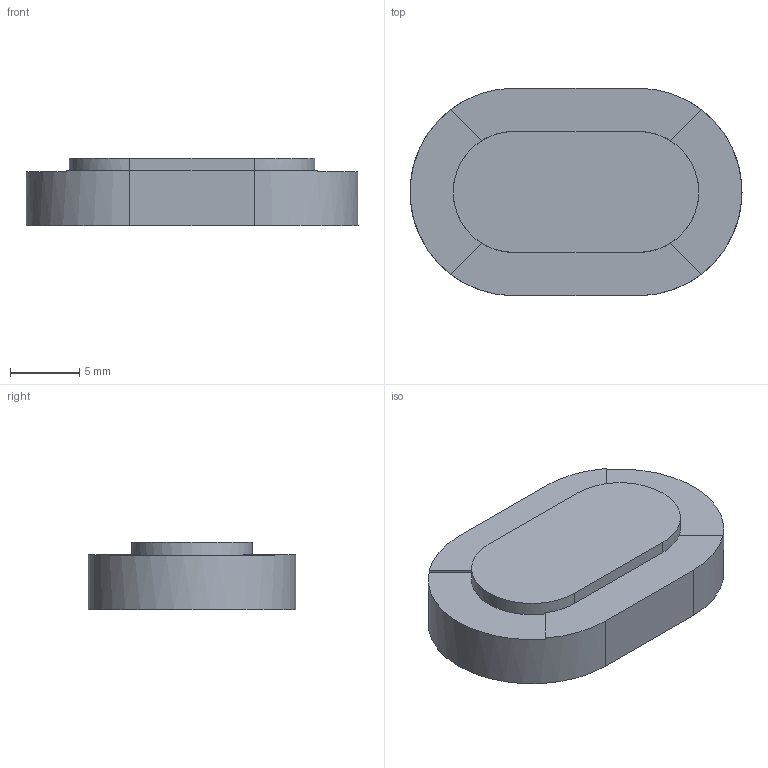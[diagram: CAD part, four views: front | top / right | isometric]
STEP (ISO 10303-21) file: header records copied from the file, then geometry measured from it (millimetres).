
FILE_DESCRIPTION(/* description */ ('Alibre Inc.'),/* implementation_level */ '2;1');
FILE_NAME(/* name */ 'WSPH-2415.step',/* time_stamp */ '2025-06-26T08:03:41+02:00',/* author */ (''),/* organization */ (''),/* preprocessor_version */ 'ST-DEVELOPER v20.1',/* originating_system */ 'Autodesk Translation Framework v14.10.0.0',/* authorisation */ '');
FILE_SCHEMA (('AUTOMOTIVE_DESIGN { 1 0 10303 214 3 1 1 }'));
Length unit declared in the file: millimetre
Products named in the file (1): WSPH-2415 v2
Bounding box: 24 x 15 x 4.9 mm (x, y, z)
Volume: 1053.2 mm3; surface area: 1077.3 mm2
Topology: 1 solids, 2 shells, 48 faces, 96 edges, 64 vertices
Faces by surface type: plane 30, cylinder 18
Full cylindrical faces by diameter (mm): 0.679 x1, 2.25 x10, 4 x1
Entity records: 1295 total; most frequent: DIRECTION 238, CARTESIAN_POINT 209, ORIENTED_EDGE 192, EDGE_CURVE 96, AXIS2_PLACEMENT_3D 93, VERTEX_POINT 64, EDGE_LOOP 60, LINE 52
